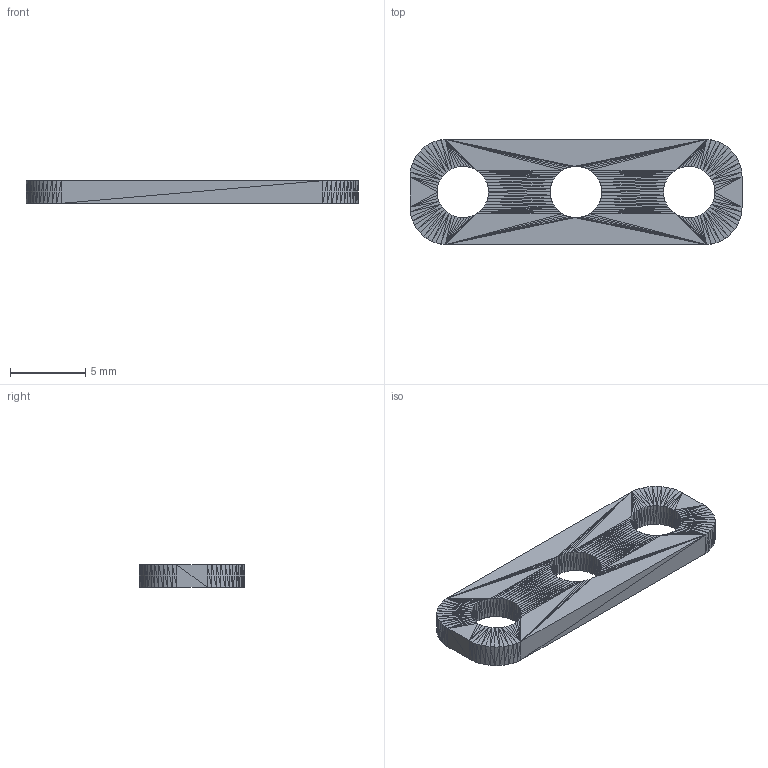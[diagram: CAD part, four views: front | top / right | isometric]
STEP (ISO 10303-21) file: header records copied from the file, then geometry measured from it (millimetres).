
FILE_DESCRIPTION(('FreeCAD Model'),'2;1');
FILE_NAME('Open CASCADE Shape Model','2023-03-17T02:03:39',('FreeCAD'),( 'FreeCAD'),'Open CASCADE STEP processor 7.6','FreeCAD','Unknown');
FILE_SCHEMA(('AUTOMOTIVE_DESIGN { 1 0 10303 214 1 1 1 1 }'));
Length unit declared in the file: millimetre
Products named in the file (1): Open CASCADE STEP translator 7.6 1
Bounding box: 22 x 6.99 x 1.5 mm (x, y, z)
Volume: 181.9 mm3; surface area: 371.1 mm2
Topology: 1 solids, 1 shells, 816 faces, 1224 edges, 404 vertices
Faces by surface type: plane 816
Entity records: 31834 total; most frequent: DIRECTION 5306, CARTESIAN_POINT 4893, LINE 3672, VECTOR 3672, ORIENTED_EDGE 2448, PCURVE 2448, DEFINITIONAL_REPRESENTATION 2448, EDGE_CURVE 1224
